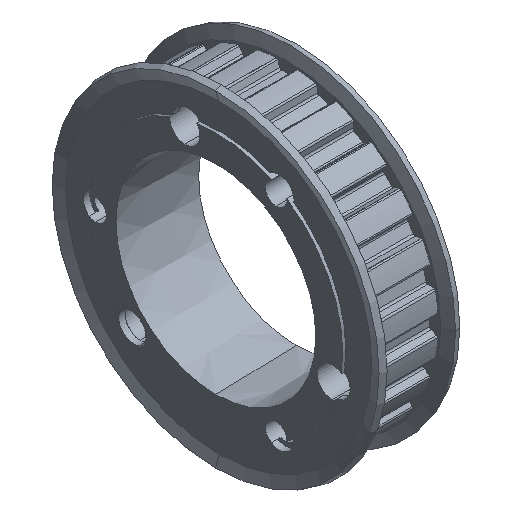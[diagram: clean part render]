
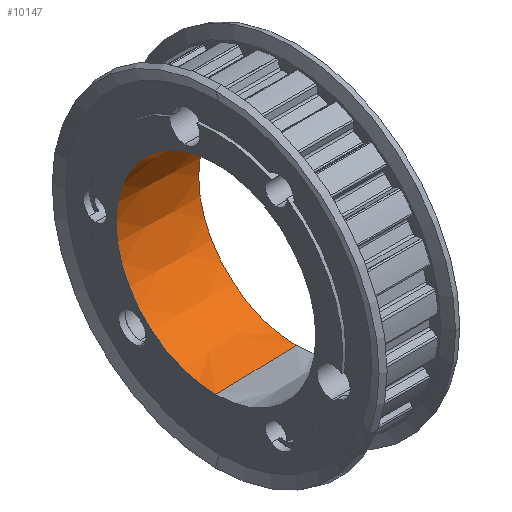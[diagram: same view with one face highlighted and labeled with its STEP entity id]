
A CAD part, isometric view. The second image highlights one B-rep face of the part: STEP entity #10147.
In plain terms, the highlighted conical face has half-angle 1.795 degrees and reference radius 23.749 mm.
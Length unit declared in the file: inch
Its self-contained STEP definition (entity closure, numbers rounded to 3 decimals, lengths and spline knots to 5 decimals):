
#47 = LINE ( 'NONE', #4693, #5434 ) ;
#976 = CIRCLE ( 'NONE', #8400, 0.935 ) ;
#1221 = VERTEX_POINT ( 'NONE', #5182 ) ;
#1828 = EDGE_CURVE ( 'NONE', #9254, #9528, #47, .T. ) ;
#1869 = DIRECTION ( 'NONE',  ( 1., 0., 0. ) ) ;
#2013 = CARTESIAN_POINT ( 'NONE',  ( 2.10623, 1.08098, 2.08258 ) ) ;
#2247 = DIRECTION ( 'NONE',  ( -1., 0., 0. ) ) ;
#2298 = DIRECTION ( 'NONE',  ( -1., 0., -0.031 ) ) ;
#2527 = VECTOR ( 'NONE', #10179, 39.37008 ) ;
#2846 = EDGE_CURVE ( 'NONE', #1221, #9254, #8323, .T. ) ;
#3622 = CARTESIAN_POINT ( 'NONE',  ( 1.35623, 1.08098, 3.01758 ) ) ;
#3640 = ORIENTED_EDGE ( 'NONE', *, *, #4948, .T. ) ;
#3660 = EDGE_LOOP ( 'NONE', ( #4748, #5735, #3640, #4298 ) ) ;
#4010 = AXIS2_PLACEMENT_3D ( 'NONE', #8782, #2247, #10281 ) ;
#4121 = CARTESIAN_POINT ( 'NONE',  ( 2.10623, 1.08098, 1.17108 ) ) ;
#4298 = ORIENTED_EDGE ( 'NONE', *, *, #9310, .F. ) ;
#4680 = LINE ( 'NONE', #7640, #2527 ) ;
#4693 = CARTESIAN_POINT ( 'NONE',  ( 1.35623, 1.08098, 1.14758 ) ) ;
#4748 = ORIENTED_EDGE ( 'NONE', *, *, #1828, .F. ) ;
#4948 = EDGE_CURVE ( 'NONE', #1221, #6498, #4680, .T. ) ;
#5137 = CARTESIAN_POINT ( 'NONE',  ( 1.35623, 1.08098, 2.08258 ) ) ;
#5182 = CARTESIAN_POINT ( 'NONE',  ( 2.10623, 1.08098, 2.99408 ) ) ;
#5434 = VECTOR ( 'NONE', #2298, 39.37008 ) ;
#5735 = ORIENTED_EDGE ( 'NONE', *, *, #2846, .F. ) ;
#6317 = FACE_OUTER_BOUND ( 'NONE', #3660, .T. ) ;
#6498 = VERTEX_POINT ( 'NONE', #3622 ) ;
#6989 = DIRECTION ( 'NONE',  ( -1., 0., 0. ) ) ;
#7496 = DIRECTION ( 'NONE',  ( 0., 0., 1. ) ) ;
#7582 = CONICAL_SURFACE ( 'NONE', #4010, 0.935, 0.031 ) ;
#7630 = AXIS2_PLACEMENT_3D ( 'NONE', #2013, #6989, #8557 ) ;
#7640 = CARTESIAN_POINT ( 'NONE',  ( 1.35623, 1.08098, 3.01758 ) ) ;
#8323 = CIRCLE ( 'NONE', #7630, 0.9115 ) ;
#8400 = AXIS2_PLACEMENT_3D ( 'NONE', #5137, #1869, #7496 ) ;
#8557 = DIRECTION ( 'NONE',  ( 0., 0., 1. ) ) ;
#8782 = CARTESIAN_POINT ( 'NONE',  ( 1.35623, 1.08098, 2.08258 ) ) ;
#9254 = VERTEX_POINT ( 'NONE', #4121 ) ;
#9310 = EDGE_CURVE ( 'NONE', #9528, #6498, #976, .T. ) ;
#9528 = VERTEX_POINT ( 'NONE', #9531 ) ;
#9531 = CARTESIAN_POINT ( 'NONE',  ( 1.35623, 1.08098, 1.14758 ) ) ;
#10147 = ADVANCED_FACE ( 'NONE', ( #6317 ), #7582, .F. ) ;
#10179 = DIRECTION ( 'NONE',  ( -1., 0., 0.031 ) ) ;
#10281 = DIRECTION ( 'NONE',  ( 0., 0., 1. ) ) ;
